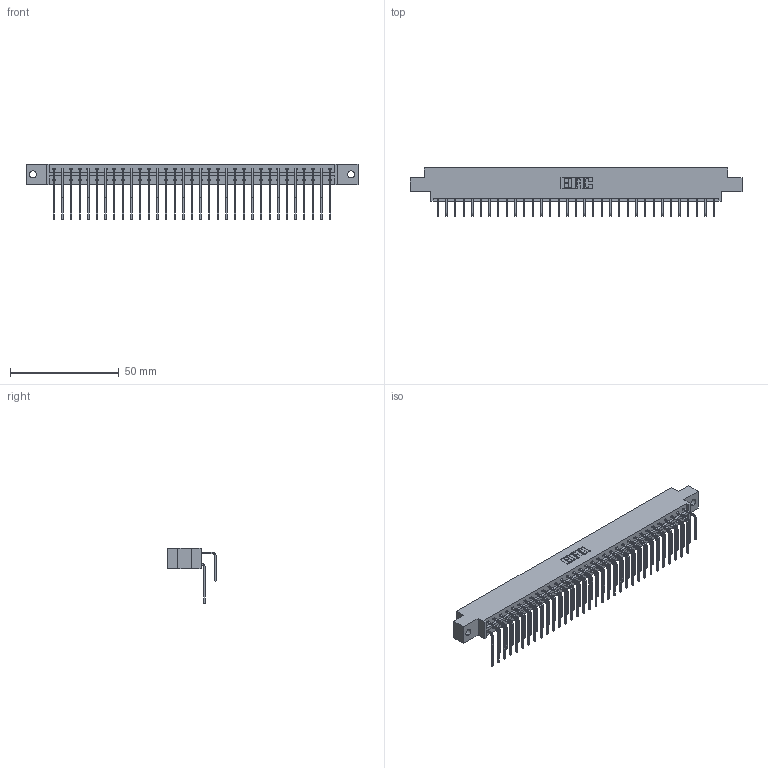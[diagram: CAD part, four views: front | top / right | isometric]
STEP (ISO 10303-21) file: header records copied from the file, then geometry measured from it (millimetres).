
FILE_DESCRIPTION (( 'STEP AP203' ), '1' );
FILE_NAME ('333-066-558-802.STEP', '2018-08-04T12:02:42', ( '' ), ( '' ), 'SwSTEP 2.0', 'SolidWorks 2016', '' );
FILE_SCHEMA (( 'CONFIG_CONTROL_DESIGN' ));
Length unit declared in the file: inch
Products named in the file (4): 333 Part_Offset - .128 Dia; 345-292-001_558 559 Tail - 1; 345-292-001_558 Tail - 2; 333-066-558-802
Assembly tree (67 placements, depth 2):
  333-066-558-802
    333 Part_Offset - .128 Dia
    345-292-001_558 559 Tail - 1  x33
    345-292-001_558 Tail - 2  x33
Bounding box: 152.3 x 22.17 x 25.53 mm (x, y, z)
Volume: 15580.9 mm3; surface area: 20167.7 mm2
Topology: 67 solids, 67 shells, 3682 faces, 10949 edges, 7210 vertices
Faces by surface type: plane 2582, cylinder 1100
Entity records: 24313 total; most frequent: CARTESIAN_POINT 4093, ORIENTED_EDGE 3978, DIRECTION 3493, EDGE_CURVE 1989, VECTOR 1821, LINE 1821, VERTEX_POINT 1322, AXIS2_PLACEMENT_3D 836
